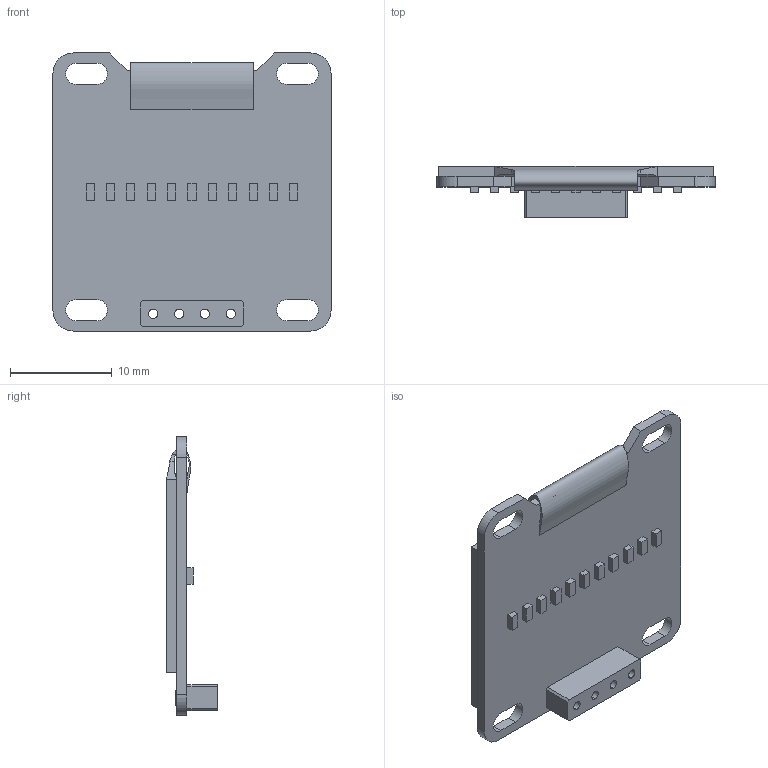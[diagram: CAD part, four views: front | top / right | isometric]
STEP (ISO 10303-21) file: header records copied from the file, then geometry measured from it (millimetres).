
FILE_DESCRIPTION (( 'STEP AP214' ), '1' );
FILE_NAME ('OLED_27x27.STEP', '2019-11-10T11:00:41', ( '' ), ( '' ), 'SwSTEP 2.0', 'SolidWorks 2019', '' );
FILE_SCHEMA (( 'AUTOMOTIVE_DESIGN' ));
Length unit declared in the file: millimetre
Products named in the file (1): OLED_27x27
Bounding box: 27.3 x 5 x 27.3 mm (x, y, z)
Volume: 1317.8 mm3; surface area: 1925.4 mm2
Topology: 1 solids, 1 shells, 130 faces, 332 edges, 220 vertices
Faces by surface type: plane 100, cylinder 28, bspline 2
Entity records: 4640 total; most frequent: CARTESIAN_POINT 826, ORIENTED_EDGE 664, DIRECTION 630, EDGE_CURVE 332, VECTOR 268, LINE 268, VERTEX_POINT 220, AXIS2_PLACEMENT_3D 181
